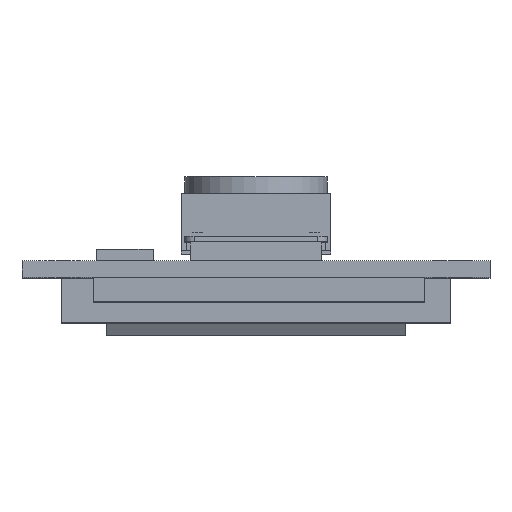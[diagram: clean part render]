
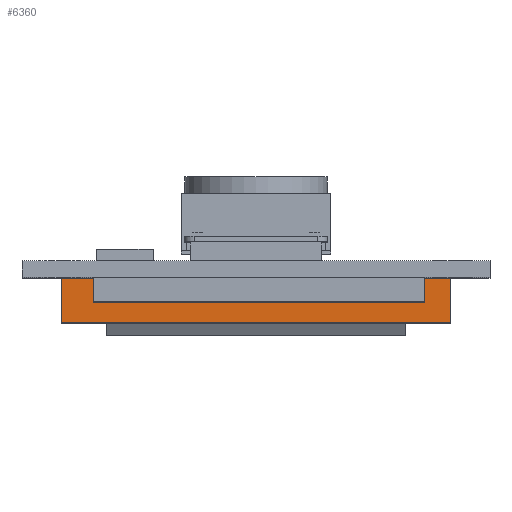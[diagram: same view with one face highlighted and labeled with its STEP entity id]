
A CAD part, top view. The second image highlights one B-rep face of the part: STEP entity #6360.
In plain terms, the highlighted planar face has unit normal (0, 0, 1).
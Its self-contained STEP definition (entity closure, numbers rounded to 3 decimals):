
#422=PLANE('',#7161);
#840=LINE('',#11211,#1279);
#849=LINE('',#11240,#1288);
#857=LINE('',#11255,#1296);
#858=LINE('',#11257,#1297);
#1279=VECTOR('',#9083,1000.);
#1288=VECTOR('',#9110,1000.);
#1296=VECTOR('',#9122,1000.);
#1297=VECTOR('',#9125,1000.);
#1815=FACE_OUTER_BOUND('',#2300,.T.);
#2300=EDGE_LOOP('',(#5894,#5895,#5896,#5897));
#3236=VERTEX_POINT('',#11204);
#3239=VERTEX_POINT('',#11209);
#3249=VERTEX_POINT('',#11237);
#3250=VERTEX_POINT('',#11239);
#4123=EDGE_CURVE('',#3239,#3236,#840,.T.);
#4136=EDGE_CURVE('',#3250,#3249,#849,.T.);
#4144=EDGE_CURVE('',#3250,#3239,#857,.T.);
#4145=EDGE_CURVE('',#3249,#3236,#858,.T.);
#5894=ORIENTED_EDGE('',*,*,#4144,.F.);
#5895=ORIENTED_EDGE('',*,*,#4136,.T.);
#5896=ORIENTED_EDGE('',*,*,#4145,.T.);
#5897=ORIENTED_EDGE('',*,*,#4123,.F.);
#6360=ADVANCED_FACE('',(#1815),#422,.F.);
#7161=AXIS2_PLACEMENT_3D('',#11256,#9123,#9124);
#9083=DIRECTION('',(0.,1.,0.));
#9110=DIRECTION('',(0.,1.,0.));
#9122=DIRECTION('',(-1.,0.,0.));
#9123=DIRECTION('center_axis',(0.,0.,
-1.));
#9124=DIRECTION('ref_axis',(-1.,0.,0.));
#9125=DIRECTION('',(-1.,0.,0.));
#11204=CARTESIAN_POINT('',(-10.4,-1.452,-4.));
#11209=CARTESIAN_POINT('',(-10.4,-3.852,-4.));
#11211=CARTESIAN_POINT('',(-10.4,-3.852,-4.));
#11237=CARTESIAN_POINT('',(10.4,-1.452,-4.));
#11239=CARTESIAN_POINT('',(10.4,-3.852,-4.));
#11240=CARTESIAN_POINT('',(10.4,-3.852,-4.));
#11255=CARTESIAN_POINT('',(10.4,-3.852,-4.));
#11256=CARTESIAN_POINT('Origin',(10.4,-3.852,-4.));
#11257=CARTESIAN_POINT('',(10.4,-1.452,-4.));
